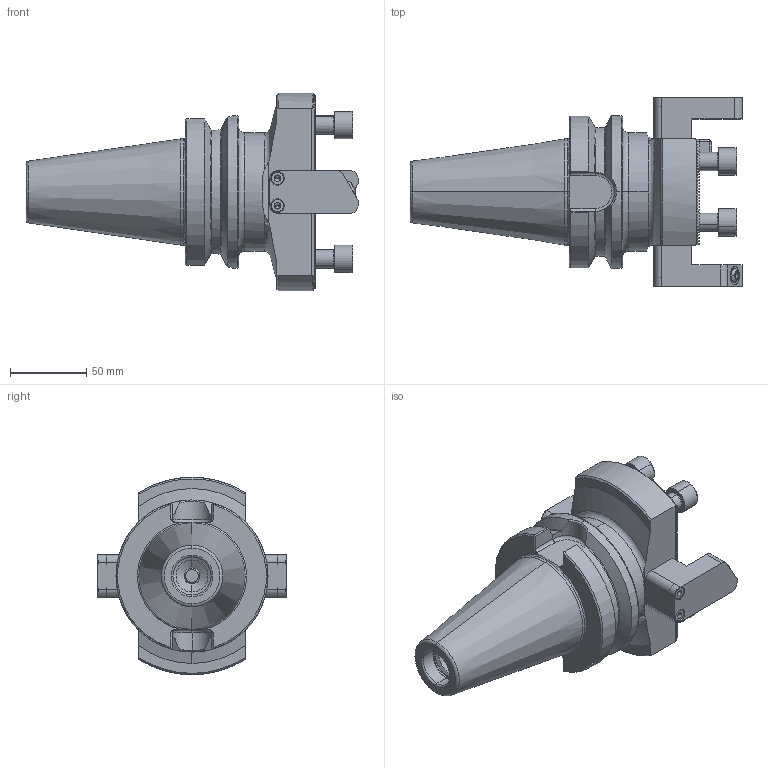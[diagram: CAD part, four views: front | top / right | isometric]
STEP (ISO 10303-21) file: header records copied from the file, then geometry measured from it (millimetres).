
FILE_DESCRIPTION (( 'STEP AP203' ), '1' );
FILE_NAME ('E34.550.130.088.STEP', '2018-03-06T16:03:00', ( 'SWIAdmin' ), ( 'Hewlett-Packard Company' ), 'SwSTEP 2.0', 'SolidWorks 2017', '' );
FILE_SCHEMA (( 'CONFIG_CONTROL_DESIGN' ));
Length unit declared in the file: millimetre
Products named in the file (13): ISO 4762 - M12 x 25; DIN 908 - M12x1.5; Ko1-ER1.K11.000; ISO 4026 - M5 x 8; E34.550.130.088; Ko1-ER1.K11.000_C; KU1-U12.001.010_1; KU1-U12.001.010_2; BT5-Ko1.K01.088_A; KU1-U12.001.010; Ko1-ER1.001.016_A; ISO 4762 - M5 x 30; ISO 4762 - M6 x 16
Assembly tree (18 placements, depth 4):
  E34.550.130.088
    BT5-Ko1.K01.088_A
    Ko1-ER1.001.016_A
    ISO 4762 - M6 x 16
    ISO 4762 - M12 x 25  x4
    DIN 908 - M12x1.5
    ISO 4026 - M5 x 8  x2
    Ko1-ER1.K11.000  x2
      Ko1-ER1.K11.000_C
      KU1-U12.001.010
        KU1-U12.001.010_1
        KU1-U12.001.010_2
      ISO 4762 - M5 x 30
Bounding box: 218.35 x 124 x 130 mm (x, y, z)
Volume: 864382.8 mm3; surface area: 122119.6 mm2
Topology: 20 solids, 20 shells, 1068 faces, 2817 edges, 1767 vertices
Faces by surface type: plane 578, cylinder 270, cone 142, torus 68, sphere 8, bspline 2
Entity records: 30194 total; most frequent: CARTESIAN_POINT 8499, ORIENTED_EDGE 4522, DIRECTION 3843, EDGE_CURVE 2261, VERTEX_POINT 1460, AXIS2_PLACEMENT_3D 1456, VECTOR 931, LINE 931
